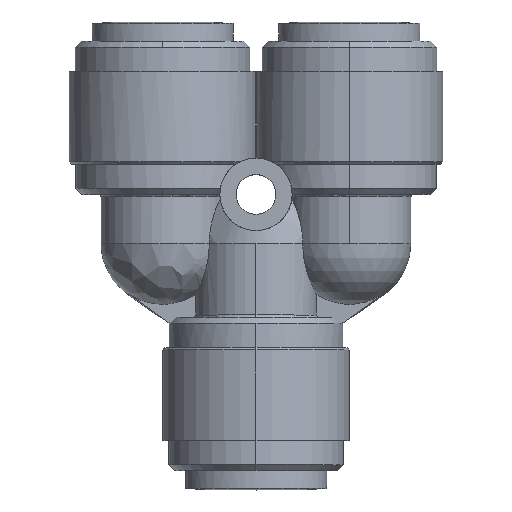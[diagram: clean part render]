
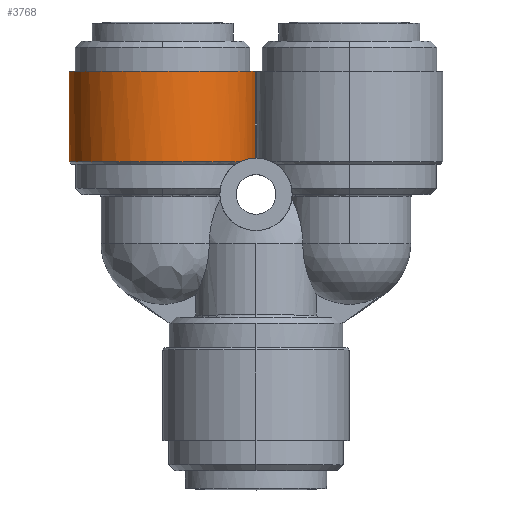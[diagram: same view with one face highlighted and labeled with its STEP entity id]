
A CAD part, top view. The second image highlights one B-rep face of the part: STEP entity #3768.
In plain terms, the highlighted cylindrical face has radius 7.75 mm (diameter 15.5 mm), a partial arc.
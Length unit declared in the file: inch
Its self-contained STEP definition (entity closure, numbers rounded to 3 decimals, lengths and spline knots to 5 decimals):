
#11 = CARTESIAN_POINT ( 'NONE',  ( -0.30512, 1.2185, 0. ) ) ;
#108 = EDGE_CURVE ( 'NONE', #1237, #5910, #4549, .T. ) ;
#258 = CARTESIAN_POINT ( 'NONE',  ( -0.02844, 1.07934, 0.12916 ) ) ;
#283 = VERTEX_POINT ( 'NONE', #2176 ) ;
#358 = DIRECTION ( 'NONE',  ( -1., 0., 0. ) ) ;
#474 = DIRECTION ( 'NONE',  ( -1., 0., 0. ) ) ;
#539 = VECTOR ( 'NONE', #1566, 39.37008 ) ;
#648 = EDGE_CURVE ( 'NONE', #2799, #5910, #3194, .T. ) ;
#794 = CARTESIAN_POINT ( 'NONE',  ( -0.0451, 1.07396, 0.16006 ) ) ;
#833 = CARTESIAN_POINT ( 'NONE',  ( -0.61024, 1.07087, 0. ) ) ;
#1237 = VERTEX_POINT ( 'NONE', #1451 ) ;
#1451 = CARTESIAN_POINT ( 'NONE',  ( -0.00255, 1.36614, 0.03937 ) ) ;
#1566 = DIRECTION ( 'NONE',  ( 0., 1., 0. ) ) ;
#1628 = AXIS2_PLACEMENT_3D ( 'NONE', #11, #5336, #6394 ) ;
#1652 = EDGE_CURVE ( 'NONE', #5881, #1237, #4937, .T. ) ;
#1744 = FACE_OUTER_BOUND ( 'NONE', #6271, .T. ) ;
#1754 = ORIENTED_EDGE ( 'NONE', *, *, #648, .F. ) ;
#1989 = VECTOR ( 'NONE', #3245, 39.37008 ) ;
#2176 = CARTESIAN_POINT ( 'NONE',  ( -0.30512, 1.07087, 0.30512 ) ) ;
#2261 = CARTESIAN_POINT ( 'NONE',  ( -0.05148, 1.07087, 0.16961 ) ) ;
#2374 = CARTESIAN_POINT ( 'NONE',  ( -0.00561, 1.08258, 0.06287 ) ) ;
#2547 = CARTESIAN_POINT ( 'NONE',  ( -0.00255, 1.08265, 0.03937 ) ) ;
#2576 = ORIENTED_EDGE ( 'NONE', *, *, #4592, .T. ) ;
#2624 = CARTESIAN_POINT ( 'NONE',  ( -0.61024, 1.36614, 0. ) ) ;
#2799 = VERTEX_POINT ( 'NONE', #833 ) ;
#2886 = EDGE_CURVE ( 'NONE', #283, #3346, #5152, .T. ) ;
#3145 = CARTESIAN_POINT ( 'NONE',  ( -0.30512, 1.36614, 0. ) ) ;
#3194 = LINE ( 'NONE', #4185, #539 ) ;
#3245 = DIRECTION ( 'NONE',  ( 0., 1., 0. ) ) ;
#3346 = VERTEX_POINT ( 'NONE', #2261 ) ;
#3436 = CARTESIAN_POINT ( 'NONE',  ( -0.02366, 1.08036, 0.11838 ) ) ;
#3533 = DIRECTION ( 'NONE',  ( 0., 1., 0. ) ) ;
#3651 = AXIS2_PLACEMENT_3D ( 'NONE', #3145, #6882, #3684 ) ;
#3659 = DIRECTION ( 'NONE',  ( 0., 1., 0. ) ) ;
#3684 = DIRECTION ( 'NONE',  ( -1., 0., 0. ) ) ;
#3689 = ORIENTED_EDGE ( 'NONE', *, *, #108, .T. ) ;
#3768 = ADVANCED_FACE ( 'NONE', ( #1744 ), #5808, .T. ) ;
#3972 = CARTESIAN_POINT ( 'NONE',  ( -0.03919, 1.07613, 0.15005 ) ) ;
#3975 = CIRCLE ( 'NONE', #6845, 0.30512 ) ;
#4185 = CARTESIAN_POINT ( 'NONE',  ( -0.61024, 1.2185, 0. ) ) ;
#4506 = CARTESIAN_POINT ( 'NONE',  ( -0.05148, 1.07087, 0.16961 ) ) ;
#4549 = CIRCLE ( 'NONE', #3651, 0.30512 ) ;
#4592 = EDGE_CURVE ( 'NONE', #2799, #283, #3975, .T. ) ;
#4841 = AXIS2_PLACEMENT_3D ( 'NONE', #6726, #3533, #358 ) ;
#4897 = CARTESIAN_POINT ( 'NONE',  ( -0.00255, 1.2185, 0.03937 ) ) ;
#4937 = LINE ( 'NONE', #4897, #1989 ) ;
#5152 = CIRCLE ( 'NONE', #4841, 0.30512 ) ;
#5336 = DIRECTION ( 'NONE',  ( 0., 1., 0. ) ) ;
#5488 = ORIENTED_EDGE ( 'NONE', *, *, #6022, .F. ) ;
#5808 = CYLINDRICAL_SURFACE ( 'NONE', #1628, 0.30512 ) ;
#5881 = VERTEX_POINT ( 'NONE', #2547 ) ;
#5910 = VERTEX_POINT ( 'NONE', #2624 ) ;
#6022 = EDGE_CURVE ( 'NONE', #5881, #3346, #6805, .T. ) ;
#6086 = CARTESIAN_POINT ( 'NONE',  ( -0.00255, 1.08265, 0.03937 ) ) ;
#6271 = EDGE_LOOP ( 'NONE', ( #1754, #2576, #6863, #5488, #6810, #3689 ) ) ;
#6394 = DIRECTION ( 'NONE',  ( -1., 0., 0. ) ) ;
#6630 = CARTESIAN_POINT ( 'NONE',  ( -0.01131, 1.08243, 0.08557 ) ) ;
#6726 = CARTESIAN_POINT ( 'NONE',  ( -0.30512, 1.07087, 0. ) ) ;
#6805 = B_SPLINE_CURVE_WITH_KNOTS ( 'NONE', 3,
 ( #6086, #2374, #6630, #3436, #258, #3972, #794, #4506 ),
 .UNSPECIFIED., .F., .F.,
 ( 4, 2, 2, 4 ),
 ( 0., 0.00178, 0.00267, 0.00356 ),
 .UNSPECIFIED. ) ;
#6810 = ORIENTED_EDGE ( 'NONE', *, *, #1652, .T. ) ;
#6845 = AXIS2_PLACEMENT_3D ( 'NONE', #6856, #3659, #474 ) ;
#6856 = CARTESIAN_POINT ( 'NONE',  ( -0.30512, 1.07087, 0. ) ) ;
#6863 = ORIENTED_EDGE ( 'NONE', *, *, #2886, .T. ) ;
#6882 = DIRECTION ( 'NONE',  ( 0., -1., 0. ) ) ;
